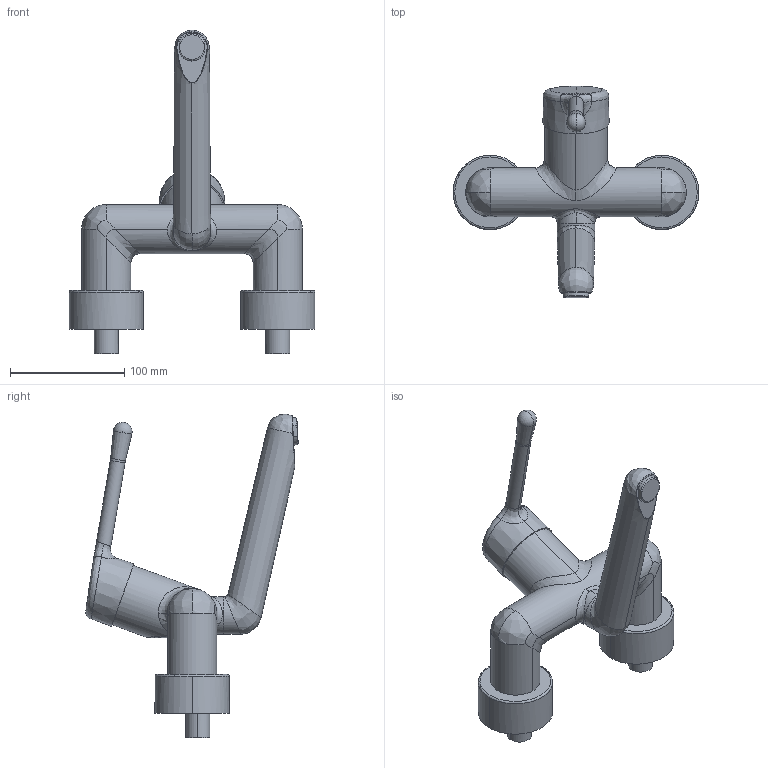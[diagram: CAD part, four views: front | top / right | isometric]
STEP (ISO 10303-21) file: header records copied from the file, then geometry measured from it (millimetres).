
FILE_DESCRIPTION (( 'STEP AP203' ), '1' );
FILE_NAME ('02552206+5526A.STEP', '2018-03-02T12:32:41', ( '' ), ( '' ), 'SwSTEP 2.0', 'SolidWorks 2016', '' );
FILE_SCHEMA (( 'CONFIG_CONTROL_DESIGN' ));
Length unit declared in the file: millimetre
Products named in the file (1): 02552206+5526A
Bounding box: 215 x 185.74 x 283.42 mm (x, y, z)
Volume: 913505.9 mm3; surface area: 109113.6 mm2
Topology: 1 solids, 1 shells, 134 faces, 321 edges, 196 vertices
Faces by surface type: bspline 49, cylinder 40, plane 29, cone 14, sphere 2
Entity records: 16168 total; most frequent: CARTESIAN_POINT 13397, ORIENTED_EDGE 624, DIRECTION 450, EDGE_CURVE 312, VERTEX_POINT 193, AXIS2_PLACEMENT_3D 188, EDGE_LOOP 147, ADVANCED_FACE 134
